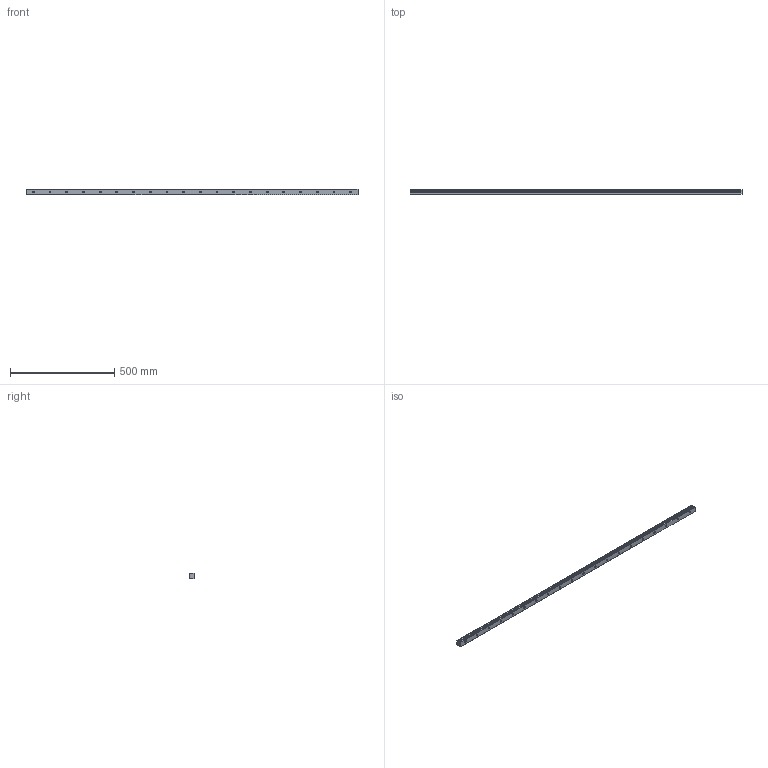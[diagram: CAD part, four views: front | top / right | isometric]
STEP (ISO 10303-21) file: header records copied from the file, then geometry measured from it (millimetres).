
FILE_DESCRIPTION (( 'STEP AP214' ), '1' );
FILE_NAME ('SHS30C1SS-1590L_G35_0_B-M6F_742_0_0_0_1.STEP', '2021-06-21T12:21:17', ( '' ), ( '' ), 'SwSTEP 2.0', 'SolidWorks 2021', '' );
FILE_SCHEMA (( 'AUTOMOTIVE_DESIGN' ));
Length unit declared in the file: millimetre
Products named in the file (2): _SHS30C159035 Track; SHS30C1SS-1590L_G35_0_B-M6F_742_0_0_0_1
Assembly tree (1 placements, depth 2):
  SHS30C1SS-1590L_G35_0_B-M6F_742_0_0_0_1
    _SHS30C159035 Track
Bounding box: 1590 x 23 x 28 mm (x, y, z)
Volume: 871322.6 mm3; surface area: 179091.6 mm2
Topology: 1 solids, 1 shells, 137 faces, 345 edges, 230 vertices
Faces by surface type: cylinder 101, plane 36
Entity records: 4367 total; most frequent: DIRECTION 829, CARTESIAN_POINT 716, ORIENTED_EDGE 690, EDGE_CURVE 345, AXIS2_PLACEMENT_3D 343, VERTEX_POINT 230, CIRCLE 202, EDGE_LOOP 197
